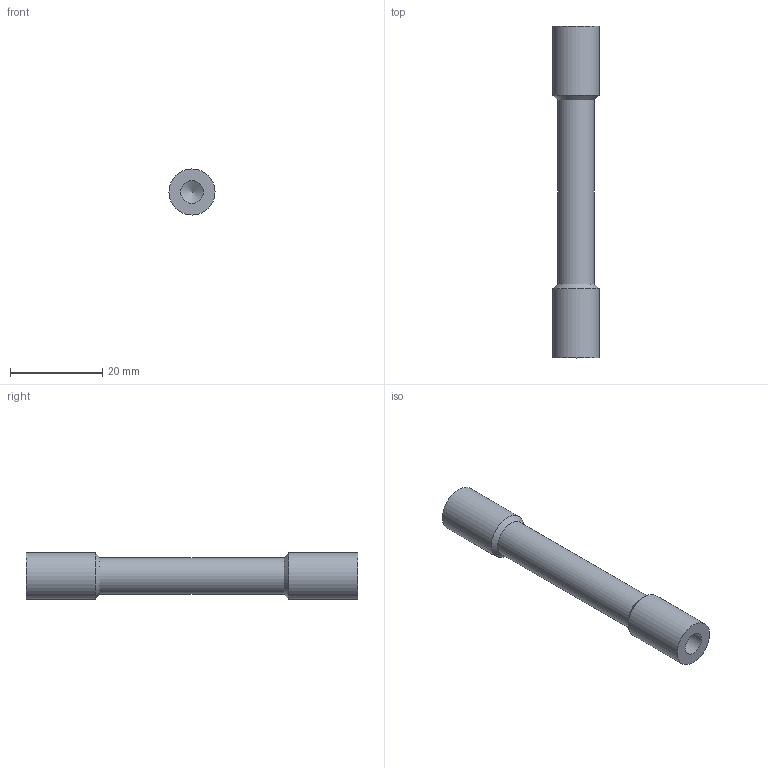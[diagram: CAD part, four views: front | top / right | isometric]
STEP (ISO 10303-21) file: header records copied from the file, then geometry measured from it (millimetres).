
FILE_DESCRIPTION(/* description */ (''),/* implementation_level */ '2;1');
FILE_NAME(/* name */ 'Entretoises_SupportBatterie_72mm.step',/* time_stamp */ '2020-12-04T10:17:39+01:00',/* author */ (''),/* organization */ (''),/* preprocessor_version */ 'ST-DEVELOPER v18.1',/* originating_system */ 'Autodesk Translation Framework v9.3.0.1241',/* authorisation */ '');
FILE_SCHEMA (('AUTOMOTIVE_DESIGN { 1 0 10303 214 3 1 1 }'));
Length unit declared in the file: millimetre
Products named in the file (2): Entretoises_SupportBatterie; Composant1
Assembly tree (1 placements, depth 2):
  Entretoises_SupportBatterie
    Composant1
Bounding box: 10 x 72 x 10 mm (x, y, z)
Volume: 3689.5 mm3; surface area: 2819.7 mm2
Topology: 1 solids, 1 shells, 11 faces, 21 edges, 12 vertices
Faces by surface type: cylinder 5, cone 4, plane 2
Full cylindrical faces by diameter (mm): 5 x2, 8 x1, 10 x2
Entity records: 327 total; most frequent: DIRECTION 57, CARTESIAN_POINT 45, ORIENTED_EDGE 38, AXIS2_PLACEMENT_3D 24, EDGE_CURVE 19, EDGE_LOOP 13, VERTEX_POINT 12, FACE_OUTER_BOUND 11
